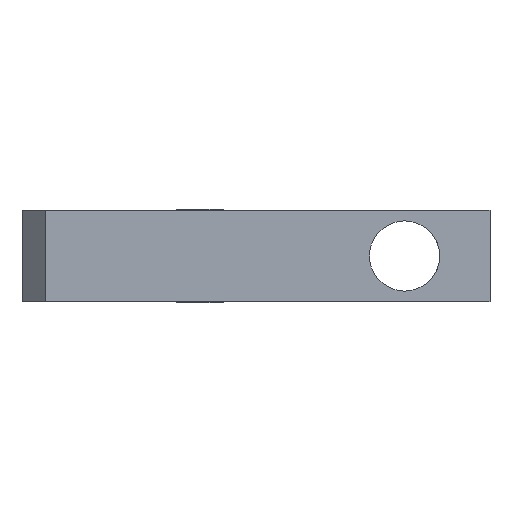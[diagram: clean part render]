
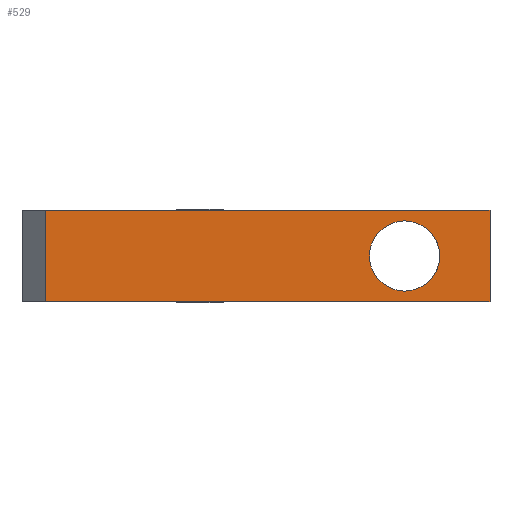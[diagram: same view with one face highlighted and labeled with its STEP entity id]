
A CAD part, left-side view. The second image highlights one B-rep face of the part: STEP entity #529.
In plain terms, the highlighted planar face has unit normal (-1, 0, 0).
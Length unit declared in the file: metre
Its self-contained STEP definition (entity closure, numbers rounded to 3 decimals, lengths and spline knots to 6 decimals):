
#25=CIRCLE('',#578,0.003);
#83=ORIENTED_EDGE('',*,*,#222,.F.);
#84=ORIENTED_EDGE('',*,*,#180,.F.);
#85=ORIENTED_EDGE('',*,*,#223,.T.);
#86=ORIENTED_EDGE('',*,*,#202,.T.);
#87=ORIENTED_EDGE('',*,*,#224,.F.);
#180=EDGE_CURVE('',#254,#255,#303,.T.);
#202=EDGE_CURVE('',#272,#271,#320,.T.);
#222=EDGE_CURVE('',#255,#271,#339,.T.);
#223=EDGE_CURVE('',#254,#272,#340,.T.);
#224=EDGE_CURVE('',#287,#287,#25,.T.);
#254=VERTEX_POINT('',#750);
#255=VERTEX_POINT('',#751);
#271=VERTEX_POINT('',#794);
#272=VERTEX_POINT('',#796);
#287=VERTEX_POINT('',#837);
#303=LINE('',#749,#367);
#320=LINE('',#795,#384);
#339=LINE('',#834,#403);
#340=LINE('',#835,#404);
#367=VECTOR('',#608,1.);
#384=VECTOR('',#647,1.);
#403=VECTOR('',#676,1.);
#404=VECTOR('',#677,1.);
#440=EDGE_LOOP('',(#83,#84,#85,#86));
#441=EDGE_LOOP('',(#87));
#474=FACE_BOUND('',#440,.T.);
#475=FACE_BOUND('',#441,.T.);
#504=PLANE('',#577);
#529=ADVANCED_FACE('',(#474,#475),#504,.T.);
#577=AXIS2_PLACEMENT_3D('',#833,#674,#675);
#578=AXIS2_PLACEMENT_3D('',#836,#678,#679);
#608=DIRECTION('',(0.,0.,-1.));
#647=DIRECTION('',(0.,0.,-1.));
#674=DIRECTION('',(-1.,0.,0.));
#675=DIRECTION('',(0.,-1.,0.));
#676=DIRECTION('',(0.,1.,0.));
#677=DIRECTION('',(0.,1.,0.));
#678=DIRECTION('',(-1.,0.,0.));
#679=DIRECTION('',(0.,0.,1.));
#749=CARTESIAN_POINT('',(-0.004,-0.0228,0.004));
#750=CARTESIAN_POINT('',(-0.004,-0.0228,0.0079));
#751=CARTESIAN_POINT('',(-0.004,-0.0228,0.0001));
#794=CARTESIAN_POINT('',(-0.004,0.0152,0.0001));
#795=CARTESIAN_POINT('',(-0.004,0.0152,0.004));
#796=CARTESIAN_POINT('',(-0.004,0.0152,0.0079));
#833=CARTESIAN_POINT('',(-0.004,-0.0028,0.004));
#834=CARTESIAN_POINT('',(-0.004,-0.0028,0.0001));
#835=CARTESIAN_POINT('',(-0.004,-0.0028,0.0079));
#836=CARTESIAN_POINT('',(-0.004,-0.0155,0.004));
#837=CARTESIAN_POINT('',(-0.004,-0.0155,0.007));
